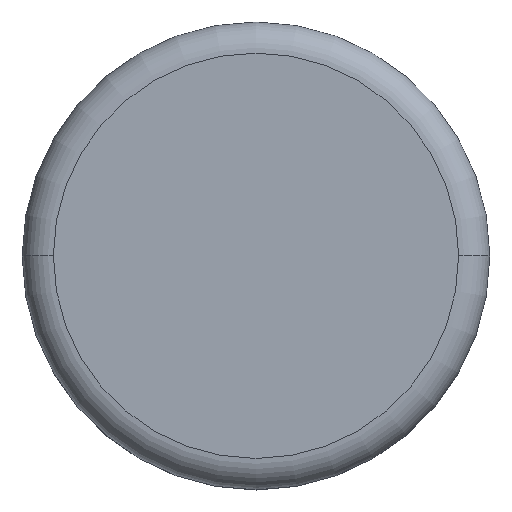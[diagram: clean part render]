
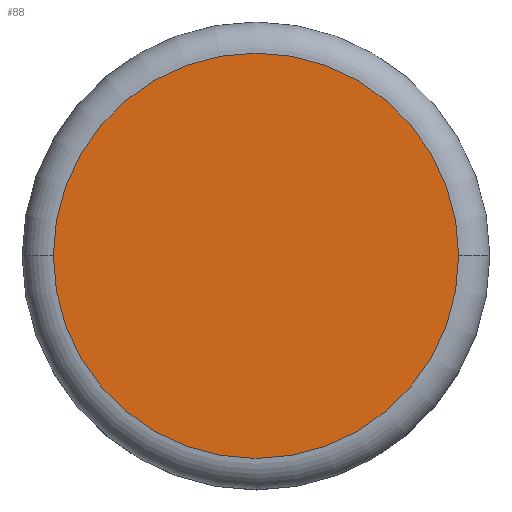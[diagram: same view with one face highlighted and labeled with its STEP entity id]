
A CAD part, top view. The second image highlights one B-rep face of the part: STEP entity #88.
In plain terms, the highlighted planar face has unit normal (0, 0, 1).
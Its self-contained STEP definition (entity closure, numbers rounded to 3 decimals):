
#88=ADVANCED_FACE('',(#190),#191,.T.);
#190=FACE_OUTER_BOUND('',#307,.T.);
#191=PLANE('',#308);
#307=EDGE_LOOP('',(#482,#483));
#308=AXIS2_PLACEMENT_3D('',#484,#485,#486);
#482=ORIENTED_EDGE('',*,*,#676,.F.);
#483=ORIENTED_EDGE('',*,*,#700,.F.);
#484=CARTESIAN_POINT('',(-55.0,245.0,12.0));
#485=DIRECTION('',(0.0,0.0,1.0));
#486=DIRECTION('',(1.0,0.0,0.0));
#676=EDGE_CURVE('',#792,#789,#794,.T.);
#700=EDGE_CURVE('',#789,#792,#831,.T.);
#789=VERTEX_POINT('',#945);
#792=VERTEX_POINT('',#948);
#794=CIRCLE('',#950,9.75);
#831=CIRCLE('',#989,9.75);
#945=CARTESIAN_POINT('',(-64.75,245.0,12.0));
#948=CARTESIAN_POINT('',(-45.25,245.0,12.0));
#950=AXIS2_PLACEMENT_3D('',#1115,#1116,#1117);
#989=AXIS2_PLACEMENT_3D('',#1162,#1163,#1164);
#1115=CARTESIAN_POINT('',(-55.0,245.0,12.0));
#1116=DIRECTION('',(-0.0,0.0,-1.0));
#1117=DIRECTION('',(-1.0,0.,0.0));
#1162=CARTESIAN_POINT('',(-55.0,245.0,12.0));
#1163=DIRECTION('',(-0.0,0.0,-1.0));
#1164=DIRECTION('',(-1.0,0.,0.0));
